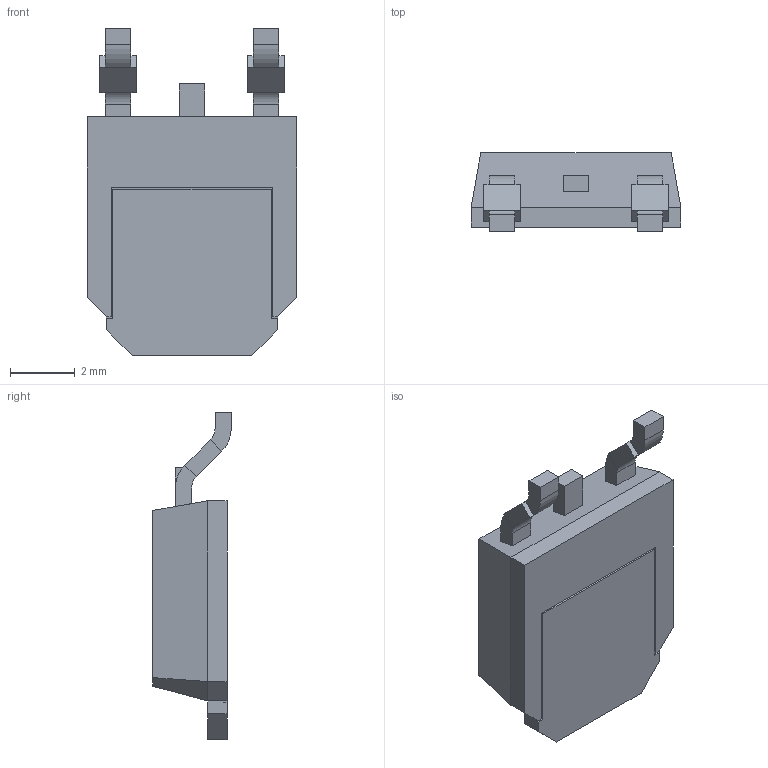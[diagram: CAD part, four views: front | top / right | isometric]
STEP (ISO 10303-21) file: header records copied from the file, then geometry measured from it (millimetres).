
FILE_DESCRIPTION (( 'STEP AP214' ), '1' );
FILE_NAME ('D-Pak (TO-252AA).step', '2011-06-02T07:47:02', ( 'vpeshkov' ), ( 'licard' ), 'SwSTEP 2.0', 'SolidWorks 2009', '' );
FILE_SCHEMA (( 'AUTOMOTIVE_DESIGN' ));
Length unit declared in the file: millimetre
Products named in the file (1): D-Pak (TO-252AA)
Bounding box: 6.5 x 2.43 x 10.14 mm (x, y, z)
Volume: 91.9 mm3; surface area: 165 mm2
Topology: 1 solids, 1 shells, 78 faces, 193 edges, 120 vertices
Faces by surface type: plane 70, cylinder 8
Entity records: 2983 total; most frequent: CARTESIAN_POINT 392, ORIENTED_EDGE 386, DIRECTION 367, EDGE_CURVE 193, VECTOR 177, LINE 177, VERTEX_POINT 120, AXIS2_PLACEMENT_3D 95
